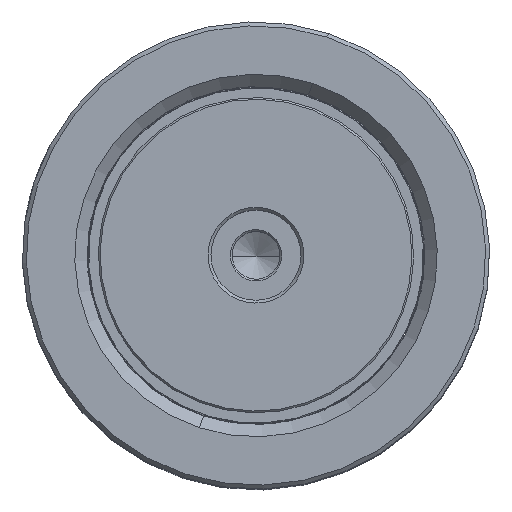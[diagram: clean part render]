
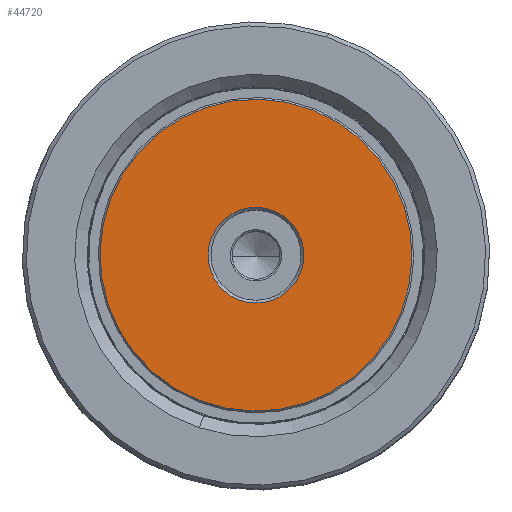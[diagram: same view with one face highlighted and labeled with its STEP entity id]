
A CAD part, top view. The second image highlights one B-rep face of the part: STEP entity #44720.
In plain terms, the highlighted face is planar.
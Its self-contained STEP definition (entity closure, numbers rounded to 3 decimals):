
#2358 = VERTEX_POINT ( 'NONE', #14588 ) ;
#2858 = EDGE_LOOP ( 'NONE', ( #3073, #38451 ) ) ;
#3073 = ORIENTED_EDGE ( 'NONE', *, *, #13537, .T. ) ;
#3405 = CARTESIAN_POINT ( 'NONE',  ( 0., 0., 0. ) ) ;
#3882 = DIRECTION ( 'NONE',  ( 1., 0., 0. ) ) ;
#5237 = FACE_BOUND ( 'NONE', #17009, .T. ) ;
#6514 = DIRECTION ( 'NONE',  ( 0., 0., -1. ) ) ;
#7191 = AXIS2_PLACEMENT_3D ( 'NONE', #36420, #6514, #32273 ) ;
#8459 = CARTESIAN_POINT ( 'NONE',  ( 8.5, 0., 0. ) ) ;
#9326 = VERTEX_POINT ( 'NONE', #11168 ) ;
#10392 = FACE_OUTER_BOUND ( 'NONE', #2858, .T. ) ;
#10555 = ORIENTED_EDGE ( 'NONE', *, *, #31107, .T. ) ;
#11168 = CARTESIAN_POINT ( 'NONE',  ( -8.5, 0., 0. ) ) ;
#13537 = EDGE_CURVE ( 'NONE', #23943, #2358, #45549, .T. ) ;
#13538 = AXIS2_PLACEMENT_3D ( 'NONE', #29984, #26295, #30450 ) ;
#14469 = ORIENTED_EDGE ( 'NONE', *, *, #38218, .T. ) ;
#14588 = CARTESIAN_POINT ( 'NONE',  ( -27.7, 0., 0. ) ) ;
#15915 = CARTESIAN_POINT ( 'NONE',  ( 27.7, 0., 0. ) ) ;
#17009 = EDGE_LOOP ( 'NONE', ( #10555, #14469 ) ) ;
#18227 = AXIS2_PLACEMENT_3D ( 'NONE', #3405, #21522, #3882 ) ;
#18967 = CIRCLE ( 'NONE', #36333, 27.7 ) ;
#19155 = DIRECTION ( 'NONE',  ( 0., 0., -1. ) ) ;
#21522 = DIRECTION ( 'NONE',  ( 0., 0., 1. ) ) ;
#21930 = DIRECTION ( 'NONE',  ( 1., 0., 0. ) ) ;
#22091 = CARTESIAN_POINT ( 'NONE',  ( 0., 0., 0. ) ) ;
#22399 = DIRECTION ( 'NONE',  ( 0., 0., 1. ) ) ;
#23943 = VERTEX_POINT ( 'NONE', #15915 ) ;
#24996 = VERTEX_POINT ( 'NONE', #8459 ) ;
#25356 = AXIS2_PLACEMENT_3D ( 'NONE', #22091, #22399, #21930 ) ;
#26295 = DIRECTION ( 'NONE',  ( 0., 0., 1. ) ) ;
#29956 = CIRCLE ( 'NONE', #13538, 8.5 ) ;
#29984 = CARTESIAN_POINT ( 'NONE',  ( 0., 0., 0. ) ) ;
#30450 = DIRECTION ( 'NONE',  ( 1., 0., 0. ) ) ;
#31107 = EDGE_CURVE ( 'NONE', #9326, #24996, #40002, .T. ) ;
#32273 = DIRECTION ( 'NONE',  ( 1., 0., 0. ) ) ;
#36333 = AXIS2_PLACEMENT_3D ( 'NONE', #44896, #19155, #41222 ) ;
#36420 = CARTESIAN_POINT ( 'NONE',  ( 0., 0., 0. ) ) ;
#38218 = EDGE_CURVE ( 'NONE', #24996, #9326, #29956, .T. ) ;
#38451 = ORIENTED_EDGE ( 'NONE', *, *, #44334, .T. ) ;
#40002 = CIRCLE ( 'NONE', #25356, 8.5 ) ;
#41222 = DIRECTION ( 'NONE',  ( 1., 0., 0. ) ) ;
#43586 = PLANE ( 'NONE',  #18227 ) ;
#44334 = EDGE_CURVE ( 'NONE', #2358, #23943, #18967, .T. ) ;
#44720 = ADVANCED_FACE ( 'NONE', ( #10392, #5237 ), #43586, .F. ) ;
#44896 = CARTESIAN_POINT ( 'NONE',  ( 0., 0., 0. ) ) ;
#45549 = CIRCLE ( 'NONE', #7191, 27.7 ) ;
